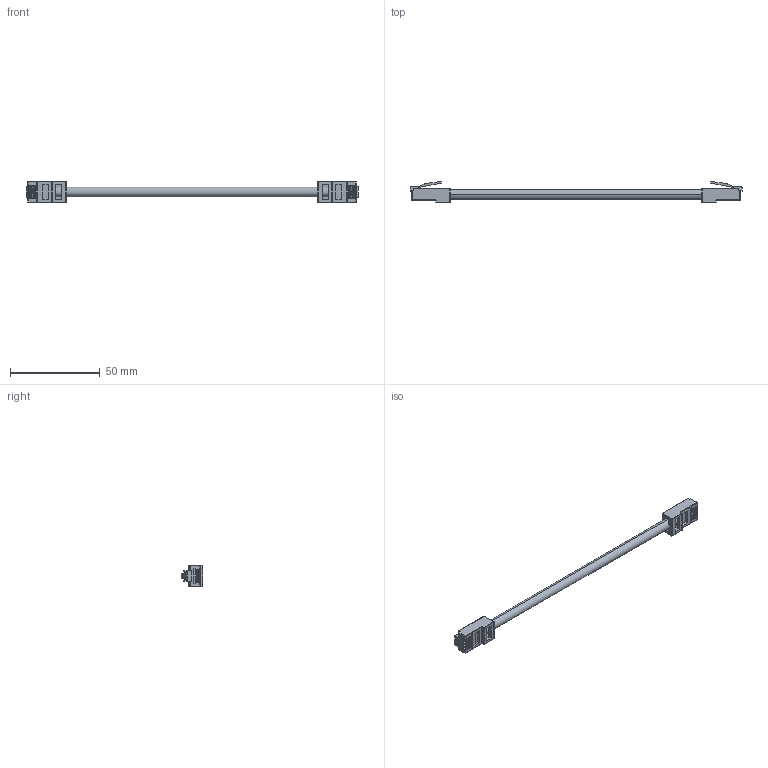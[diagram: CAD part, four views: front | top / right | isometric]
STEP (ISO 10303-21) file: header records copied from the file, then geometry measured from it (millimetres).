
FILE_DESCRIPTION (( 'STEP AP214' ), '1' );
FILE_NAME ('TRD695PL.STEP', '2014-10-20T18:34:30', ( 'L-Com' ), ( 'L-Com Global Connectivity' ), 'SwSTEP 2.0', 'SolidWorks 2014', '' );
FILE_SCHEMA (( 'AUTOMOTIVE_DESIGN' ));
Length unit declared in the file: inch
Products named in the file (5): 1AD02-012; 3AB02-013-MA2; 3AB02-013-MA1_no aligning hole; TRD695PL; 1AL04-002
Assembly tree (12 placements, depth 3):
  TRD695PL
    1AL04-002
    1AD02-012  x2
      3AB02-013-MA1_no aligning hole
      3AB02-013-MA2
Bounding box: 184.67 x 11.96 x 11.68 mm (x, y, z)
Volume: 6357.9 mm3; surface area: 6643.3 mm2
Topology: 19 solids, 19 shells, 722 faces, 2050 edges, 1336 vertices
Faces by surface type: plane 532, cylinder 170, sphere 16, torus 4
Entity records: 7301 total; most frequent: CARTESIAN_POINT 1057, ORIENTED_EDGE 1032, DIRECTION 1010, EDGE_CURVE 516, LINE 412, VECTOR 412, VERTEX_POINT 334, AXIS2_PLACEMENT_3D 299
